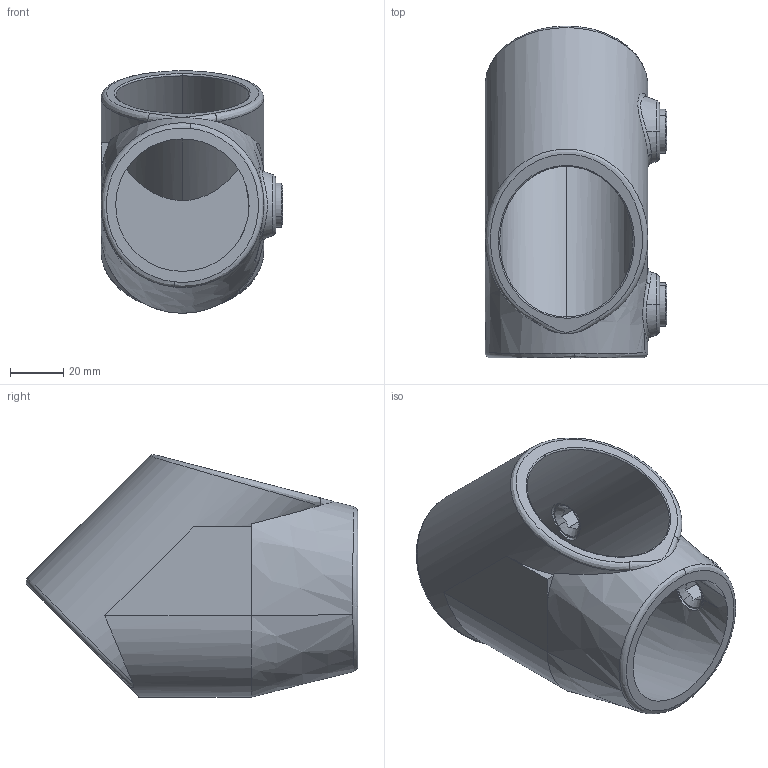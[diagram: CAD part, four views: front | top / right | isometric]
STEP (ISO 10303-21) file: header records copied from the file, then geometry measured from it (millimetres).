
FILE_DESCRIPTION (( 'STEP AP203' ), '1' );
FILE_NAME ('T12900.STEP', '2018-05-21T11:36:56', ( '' ), ( '' ), 'SwSTEP 2.0', 'SolidWorks 2016', '' );
FILE_SCHEMA (( 'CONFIG_CONTROL_DESIGN' ));
Length unit declared in the file: millimetre
Products named in the file (3): T12900; T19300
Assembly tree (3 placements, depth 2):
  T12900
    T12900
    T19300  x2
Bounding box: 68.2 x 124.38 x 90.86 mm (x, y, z)
Volume: 184115.4 mm3; surface area: 51369.2 mm2
Topology: 3 solids, 3 shells, 93 faces, 239 edges, 150 vertices
Faces by surface type: plane 30, cone 20, bspline 18, cylinder 18, torus 7
Entity records: 7747 total; most frequent: CARTESIAN_POINT 5798, ORIENTED_EDGE 384, DIRECTION 286, EDGE_CURVE 192, AXIS2_PLACEMENT_3D 122, VERTEX_POINT 122, EDGE_LOOP 84, FACE_OUTER_BOUND 75
